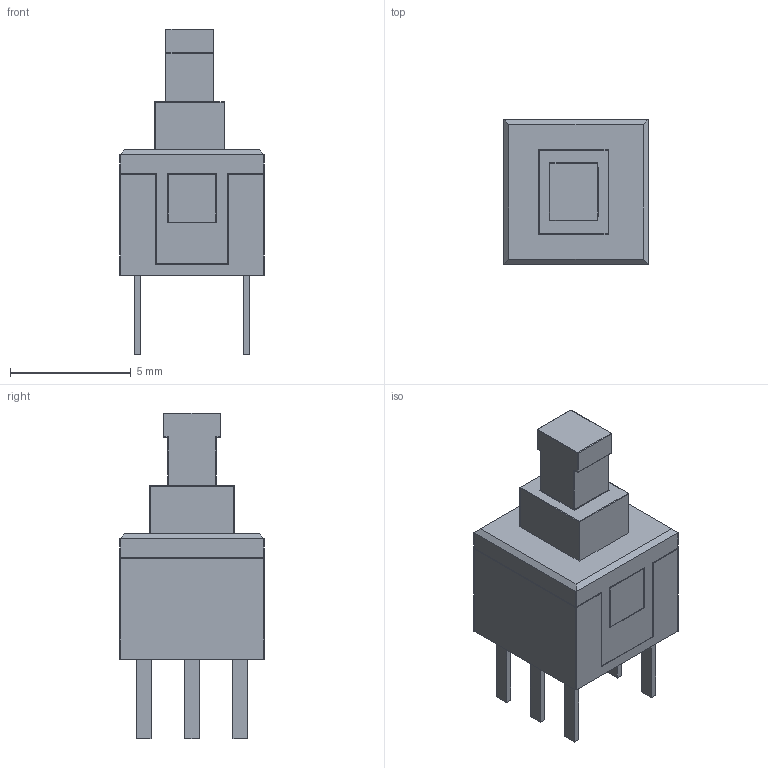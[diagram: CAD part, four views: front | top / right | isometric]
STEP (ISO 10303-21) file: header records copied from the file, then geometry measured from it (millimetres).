
FILE_DESCRIPTION (( 'STEP AP214' ), '1' );
FILE_NAME ('User Library-KFC6X6-1.STEP', '2019-10-25T14:30:00', ( '' ), ( '' ), 'SwSTEP 2.0', 'SolidWorks 2019', '' );
FILE_SCHEMA (( 'AUTOMOTIVE_DESIGN' ));
Length unit declared in the file: millimetre
Products named in the file (10): Part_21373_4; Part_21373; User Library-KFC6X6-1; Part_21373_3; Part_21373_2; Part_21373_7; Part_21373_6; Part_21373_5; Part_21373_8; Part_21373_9
Assembly tree (9 placements, depth 2):
  User Library-KFC6X6-1
    Part_21373
    Part_21373_2
    Part_21373_3
    Part_21373_4
    Part_21373_5
    Part_21373_6
    Part_21373_7
    Part_21373_8
    Part_21373_9
Bounding box: 6 x 6 x 13.5 mm (x, y, z)
Volume: 222.8 mm3; surface area: 432.1 mm2
Topology: 9 solids, 9 shells, 223 faces, 566 edges, 324 vertices
Faces by surface type: plane 97, cylinder 90, bspline 36
Entity records: 10047 total; most frequent: CARTESIAN_POINT 2213, ORIENTED_EDGE 1060, DIRECTION 1020, EDGE_CURVE 530, AXIS2_PLACEMENT_3D 347, VECTOR 326, LINE 326, VERTEX_POINT 324
